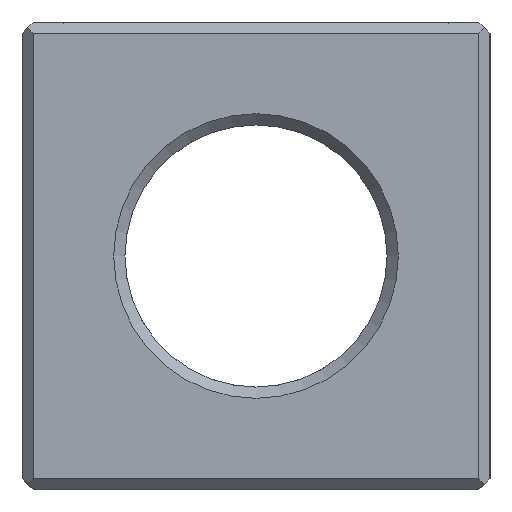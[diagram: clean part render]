
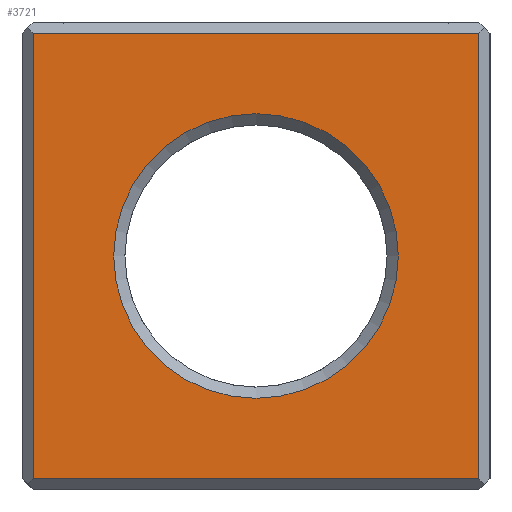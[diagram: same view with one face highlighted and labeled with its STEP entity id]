
A CAD part, left-side view. The second image highlights one B-rep face of the part: STEP entity #3721.
In plain terms, the highlighted planar face has unit normal (-1, 0, 0).
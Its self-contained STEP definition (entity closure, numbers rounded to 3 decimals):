
#72 = PLANE('',#73);
#73 = AXIS2_PLACEMENT_3D('',#74,#75,#76);
#74 = CARTESIAN_POINT('',(0.,0.,0.3));
#75 = DIRECTION('',(-0.707,0.,-0.707)
  );
#76 = DIRECTION('',(0.707,0.,-0.707));
#782 = PLANE('',#783);
#783 = AXIS2_PLACEMENT_3D('',#784,#785,#786);
#784 = CARTESIAN_POINT('',(0.3,12.5,0.));
#785 = DIRECTION('',(0.707,-0.707,0.));
#786 = DIRECTION('',(-0.707,-0.707,0.));
#1013 = PLANE('',#1014);
#1014 = AXIS2_PLACEMENT_3D('',#1015,#1016,#1017);
#1015 = CARTESIAN_POINT('',(0.3,0.,0.));
#1016 = DIRECTION('',(-0.707,-0.707,0.));
#1017 = DIRECTION('',(-0.707,0.707,0.));
#1081 = VERTEX_POINT('',#1082);
#1082 = CARTESIAN_POINT('',(0.,0.3,0.3));
#1103 = EDGE_CURVE('',#1081,#1104,#1106,.T.);
#1104 = VERTEX_POINT('',#1105);
#1105 = CARTESIAN_POINT('',(0.,12.2,0.3));
#1106 = SURFACE_CURVE('',#1107,(#1111,#1118),.PCURVE_S1.);
#1107 = LINE('',#1108,#1109);
#1108 = CARTESIAN_POINT('',(0.,0.,0.3));
#1109 = VECTOR('',#1110,1.);
#1110 = DIRECTION('',(0.,1.,0.));
#1111 = PCURVE('',#72,#1112);
#1112 = DEFINITIONAL_REPRESENTATION('',(#1113),#1117);
#1113 = LINE('',#1114,#1115);
#1114 = CARTESIAN_POINT('',(0.,0.));
#1115 = VECTOR('',#1116,1.);
#1116 = DIRECTION('',(0.,-1.));
#1117 = ( GEOMETRIC_REPRESENTATION_CONTEXT(2) 
PARAMETRIC_REPRESENTATION_CONTEXT() REPRESENTATION_CONTEXT('2D SPACE',''
  ) );
#1118 = PCURVE('',#1119,#1124);
#1119 = PLANE('',#1120);
#1120 = AXIS2_PLACEMENT_3D('',#1121,#1122,#1123);
#1121 = CARTESIAN_POINT('',(0.,12.5,0.));
#1122 = DIRECTION('',(1.,0.,0.));
#1123 = DIRECTION('',(0.,-1.,0.));
#1124 = DEFINITIONAL_REPRESENTATION('',(#1125),#1129);
#1125 = LINE('',#1126,#1127);
#1126 = CARTESIAN_POINT('',(12.5,-0.3));
#1127 = VECTOR('',#1128,1.);
#1128 = DIRECTION('',(-1.,0.));
#1129 = ( GEOMETRIC_REPRESENTATION_CONTEXT(2) 
PARAMETRIC_REPRESENTATION_CONTEXT() REPRESENTATION_CONTEXT('2D SPACE',''
  ) );
#2798 = VERTEX_POINT('',#2799);
#2799 = CARTESIAN_POINT('',(0.,12.2,12.2));
#2813 = PLANE('',#2814);
#2814 = AXIS2_PLACEMENT_3D('',#2815,#2816,#2817);
#2815 = CARTESIAN_POINT('',(0.3,0.,12.5));
#2816 = DIRECTION('',(-0.707,0.,0.707
    ));
#2817 = DIRECTION('',(-0.707,0.,-0.707
    ));
#2825 = EDGE_CURVE('',#1104,#2798,#2826,.T.);
#2826 = SURFACE_CURVE('',#2827,(#2831,#2838),.PCURVE_S1.);
#2827 = LINE('',#2828,#2829);
#2828 = CARTESIAN_POINT('',(0.,12.2,0.));
#2829 = VECTOR('',#2830,1.);
#2830 = DIRECTION('',(0.,0.,1.));
#2831 = PCURVE('',#782,#2832);
#2832 = DEFINITIONAL_REPRESENTATION('',(#2833),#2837);
#2833 = LINE('',#2834,#2835);
#2834 = CARTESIAN_POINT('',(0.424,0.));
#2835 = VECTOR('',#2836,1.);
#2836 = DIRECTION('',(0.,-1.));
#2837 = ( GEOMETRIC_REPRESENTATION_CONTEXT(2) 
PARAMETRIC_REPRESENTATION_CONTEXT() REPRESENTATION_CONTEXT('2D SPACE',''
  ) );
#2838 = PCURVE('',#1119,#2839);
#2839 = DEFINITIONAL_REPRESENTATION('',(#2840),#2844);
#2840 = LINE('',#2841,#2842);
#2841 = CARTESIAN_POINT('',(0.3,0.));
#2842 = VECTOR('',#2843,1.);
#2843 = DIRECTION('',(0.,-1.));
#2844 = ( GEOMETRIC_REPRESENTATION_CONTEXT(2) 
PARAMETRIC_REPRESENTATION_CONTEXT() REPRESENTATION_CONTEXT('2D SPACE',''
  ) );
#3678 = VERTEX_POINT('',#3679);
#3679 = CARTESIAN_POINT('',(0.,0.3,12.2));
#3700 = EDGE_CURVE('',#1081,#3678,#3701,.T.);
#3701 = SURFACE_CURVE('',#3702,(#3706,#3713),.PCURVE_S1.);
#3702 = LINE('',#3703,#3704);
#3703 = CARTESIAN_POINT('',(0.,0.3,0.));
#3704 = VECTOR('',#3705,1.);
#3705 = DIRECTION('',(0.,0.,1.));
#3706 = PCURVE('',#1013,#3707);
#3707 = DEFINITIONAL_REPRESENTATION('',(#3708),#3712);
#3708 = LINE('',#3709,#3710);
#3709 = CARTESIAN_POINT('',(0.424,0.));
#3710 = VECTOR('',#3711,1.);
#3711 = DIRECTION('',(0.,-1.));
#3712 = ( GEOMETRIC_REPRESENTATION_CONTEXT(2) 
PARAMETRIC_REPRESENTATION_CONTEXT() REPRESENTATION_CONTEXT('2D SPACE',''
  ) );
#3713 = PCURVE('',#1119,#3714);
#3714 = DEFINITIONAL_REPRESENTATION('',(#3715),#3719);
#3715 = LINE('',#3716,#3717);
#3716 = CARTESIAN_POINT('',(12.2,0.));
#3717 = VECTOR('',#3718,1.);
#3718 = DIRECTION('',(0.,-1.));
#3719 = ( GEOMETRIC_REPRESENTATION_CONTEXT(2) 
PARAMETRIC_REPRESENTATION_CONTEXT() REPRESENTATION_CONTEXT('2D SPACE',''
  ) );
#3721 = ADVANCED_FACE('',(#3722,#3748),#1119,.F.);
#3722 = FACE_BOUND('',#3723,.F.);
#3723 = EDGE_LOOP('',(#3724,#3725,#3726,#3727));
#3724 = ORIENTED_EDGE('',*,*,#3700,.F.);
#3725 = ORIENTED_EDGE('',*,*,#1103,.T.);
#3726 = ORIENTED_EDGE('',*,*,#2825,.T.);
#3727 = ORIENTED_EDGE('',*,*,#3728,.F.);
#3728 = EDGE_CURVE('',#3678,#2798,#3729,.T.);
#3729 = SURFACE_CURVE('',#3730,(#3734,#3741),.PCURVE_S1.);
#3730 = LINE('',#3731,#3732);
#3731 = CARTESIAN_POINT('',(0.,0.,12.2));
#3732 = VECTOR('',#3733,1.);
#3733 = DIRECTION('',(0.,1.,0.));
#3734 = PCURVE('',#1119,#3735);
#3735 = DEFINITIONAL_REPRESENTATION('',(#3736),#3740);
#3736 = LINE('',#3737,#3738);
#3737 = CARTESIAN_POINT('',(12.5,-12.2));
#3738 = VECTOR('',#3739,1.);
#3739 = DIRECTION('',(-1.,0.));
#3740 = ( GEOMETRIC_REPRESENTATION_CONTEXT(2) 
PARAMETRIC_REPRESENTATION_CONTEXT() REPRESENTATION_CONTEXT('2D SPACE',''
  ) );
#3741 = PCURVE('',#2813,#3742);
#3742 = DEFINITIONAL_REPRESENTATION('',(#3743),#3747);
#3743 = LINE('',#3744,#3745);
#3744 = CARTESIAN_POINT('',(0.424,0.));
#3745 = VECTOR('',#3746,1.);
#3746 = DIRECTION('',(0.,-1.));
#3747 = ( GEOMETRIC_REPRESENTATION_CONTEXT(2) 
PARAMETRIC_REPRESENTATION_CONTEXT() REPRESENTATION_CONTEXT('2D SPACE',''
  ) );
#3748 = FACE_BOUND('',#3749,.F.);
#3749 = EDGE_LOOP('',(#3750));
#3750 = ORIENTED_EDGE('',*,*,#3751,.T.);
#3751 = EDGE_CURVE('',#3752,#3752,#3754,.T.);
#3752 = VERTEX_POINT('',#3753);
#3753 = CARTESIAN_POINT('',(0.,2.45,6.25));
#3754 = SURFACE_CURVE('',#3755,(#3760,#3771),.PCURVE_S1.);
#3755 = CIRCLE('',#3756,3.8);
#3756 = AXIS2_PLACEMENT_3D('',#3757,#3758,#3759);
#3757 = CARTESIAN_POINT('',(0.,6.25,6.25));
#3758 = DIRECTION('',(-1.,0.,0.));
#3759 = DIRECTION('',(0.,-1.,0.));
#3760 = PCURVE('',#1119,#3761);
#3761 = DEFINITIONAL_REPRESENTATION('',(#3762),#3770);
#3762 = ( BOUNDED_CURVE() B_SPLINE_CURVE(2,(#3763,#3764,#3765,#3766,
#3767,#3768,#3769),.UNSPECIFIED.,.T.,.F.) B_SPLINE_CURVE_WITH_KNOTS((1,2
    ,2,2,2,1),(-2.094,0.,2.094,4.189,
6.283,8.378),.UNSPECIFIED.) CURVE() 
GEOMETRIC_REPRESENTATION_ITEM() RATIONAL_B_SPLINE_CURVE((1.,0.5,1.,0.5,
1.,0.5,1.)) REPRESENTATION_ITEM('') );
#3763 = CARTESIAN_POINT('',(10.05,-6.25));
#3764 = CARTESIAN_POINT('',(10.05,-12.832));
#3765 = CARTESIAN_POINT('',(4.35,-9.541));
#3766 = CARTESIAN_POINT('',(-1.35,-6.25));
#3767 = CARTESIAN_POINT('',(4.35,-2.959));
#3768 = CARTESIAN_POINT('',(10.05,0.332));
#3769 = CARTESIAN_POINT('',(10.05,-6.25));
#3770 = ( GEOMETRIC_REPRESENTATION_CONTEXT(2) 
PARAMETRIC_REPRESENTATION_CONTEXT() REPRESENTATION_CONTEXT('2D SPACE',''
  ) );
#3771 = PCURVE('',#3772,#3777);
#3772 = CONICAL_SURFACE('',#3773,3.5,0.785);
#3773 = AXIS2_PLACEMENT_3D('',#3774,#3775,#3776);
#3774 = CARTESIAN_POINT('',(0.3,6.25,6.25));
#3775 = DIRECTION('',(-1.,-0.,-0.));
#3776 = DIRECTION('',(0.,-1.,0.));
#3777 = DEFINITIONAL_REPRESENTATION('',(#3778),#3782);
#3778 = LINE('',#3779,#3780);
#3779 = CARTESIAN_POINT('',(0.,0.3));
#3780 = VECTOR('',#3781,1.);
#3781 = DIRECTION('',(1.,0.));
#3782 = ( GEOMETRIC_REPRESENTATION_CONTEXT(2) 
PARAMETRIC_REPRESENTATION_CONTEXT() REPRESENTATION_CONTEXT('2D SPACE',''
  ) );
